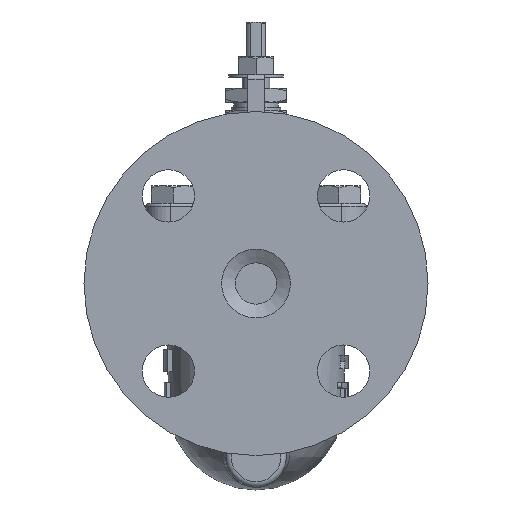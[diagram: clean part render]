
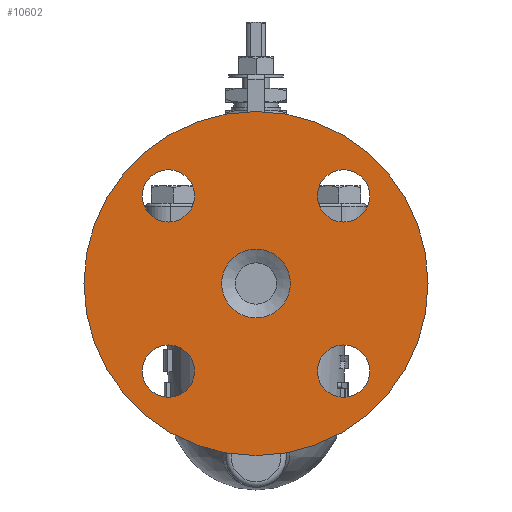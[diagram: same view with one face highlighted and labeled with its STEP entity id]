
A CAD part, left-side view. The second image highlights one B-rep face of the part: STEP entity #10602.
In plain terms, the highlighted planar face has unit normal (-1, 0, 0).
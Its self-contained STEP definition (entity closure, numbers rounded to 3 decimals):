
#354=FACE_BOUND('',#3322,.T.);
#355=FACE_BOUND('',#3323,.T.);
#356=FACE_BOUND('',#3324,.T.);
#357=FACE_BOUND('',#3325,.T.);
#358=FACE_BOUND('',#3326,.T.);
#2642=FACE_OUTER_BOUND('',#3321,.T.);
#3321=EDGE_LOOP('',(#7373));
#3322=EDGE_LOOP('',(#7374));
#3323=EDGE_LOOP('',(#7375));
#3324=EDGE_LOOP('',(#7376));
#3325=EDGE_LOOP('',(#7377));
#3326=EDGE_LOOP('',(#7378));
#4037=CIRCLE('',#11319,62.5);
#4038=CIRCLE('',#11321,12.5);
#4040=CIRCLE('',#11325,9.5);
#4041=CIRCLE('',#11327,9.5);
#4042=CIRCLE('',#11329,9.5);
#4043=CIRCLE('',#11331,9.5);
#4686=VERTEX_POINT('',#15787);
#4687=VERTEX_POINT('',#15791);
#4689=VERTEX_POINT('',#15799);
#4690=VERTEX_POINT('',#15803);
#4691=VERTEX_POINT('',#15807);
#4692=VERTEX_POINT('',#15811);
#5663=EDGE_CURVE('',#4686,#4686,#4037,.T.);
#5665=EDGE_CURVE('',#4687,#4687,#4038,.T.);
#5669=EDGE_CURVE('',#4689,#4689,#4040,.T.);
#5671=EDGE_CURVE('',#4690,#4690,#4041,.T.);
#5673=EDGE_CURVE('',#4691,#4691,#4042,.T.);
#5675=EDGE_CURVE('',#4692,#4692,#4043,.T.);
#7373=ORIENTED_EDGE('',*,*,#5663,.T.);
#7374=ORIENTED_EDGE('',*,*,#5665,.T.);
#7375=ORIENTED_EDGE('',*,*,#5669,.T.);
#7376=ORIENTED_EDGE('',*,*,#5671,.T.);
#7377=ORIENTED_EDGE('',*,*,#5673,.T.);
#7378=ORIENTED_EDGE('',*,*,#5675,.T.);
#10380=PLANE('',#11340);
#10602=ADVANCED_FACE('',(#2642,#354,#355,#356,#357,#358),#10380,.T.);
#11319=AXIS2_PLACEMENT_3D('',#15788,#12635,#12636);
#11321=AXIS2_PLACEMENT_3D('',#15792,#12640,#12641);
#11325=AXIS2_PLACEMENT_3D('',#15800,#12650,#12651);
#11327=AXIS2_PLACEMENT_3D('',#15804,#12655,#12656);
#11329=AXIS2_PLACEMENT_3D('',#15808,#12660,#12661);
#11331=AXIS2_PLACEMENT_3D('',#15812,#12665,#12666);
#11340=AXIS2_PLACEMENT_3D('',#16085,#12691,#12692);
#12635=DIRECTION('center_axis',(-1.,0.,0.));
#12636=DIRECTION('ref_axis',(0.,0.,
1.));
#12640=DIRECTION('center_axis',(1.,0.,0.));
#12641=DIRECTION('ref_axis',(0.,0.,
1.));
#12650=DIRECTION('center_axis',(1.,0.,0.));
#12651=DIRECTION('ref_axis',(0.,-1.,0.));
#12655=DIRECTION('center_axis',(1.,0.,0.));
#12656=DIRECTION('ref_axis',(0.,0.,
-1.));
#12660=DIRECTION('center_axis',(1.,0.,0.));
#12661=DIRECTION('ref_axis',(0.,1.,0.));
#12665=DIRECTION('center_axis',(1.,0.,0.));
#12666=DIRECTION('ref_axis',(0.,0.,
1.));
#12691=DIRECTION('center_axis',(-1.,0.,0.));
#12692=DIRECTION('ref_axis',(0.,0.,
1.));
#15787=CARTESIAN_POINT('',(-93.5,0.,-62.5));
#15788=CARTESIAN_POINT('Origin',(-93.5,0.,
0.));
#15791=CARTESIAN_POINT('',(-93.5,0.,-12.5));
#15792=CARTESIAN_POINT('Origin',(-93.5,0.,
0.));
#15799=CARTESIAN_POINT('',(-93.5,-22.32,-31.82));
#15800=CARTESIAN_POINT('Origin',(-93.5,-31.82,-31.82));
#15803=CARTESIAN_POINT('',(-93.5,31.82,-22.32));
#15804=CARTESIAN_POINT('Origin',(-93.5,31.82,-31.82));
#15807=CARTESIAN_POINT('',(-93.5,22.32,31.82));
#15808=CARTESIAN_POINT('Origin',(-93.5,31.82,31.82));
#15811=CARTESIAN_POINT('',(-93.5,-31.82,22.32));
#15812=CARTESIAN_POINT('Origin',(-93.5,-31.82,31.82));
#16085=CARTESIAN_POINT('Origin',(-93.5,0.,
0.));
